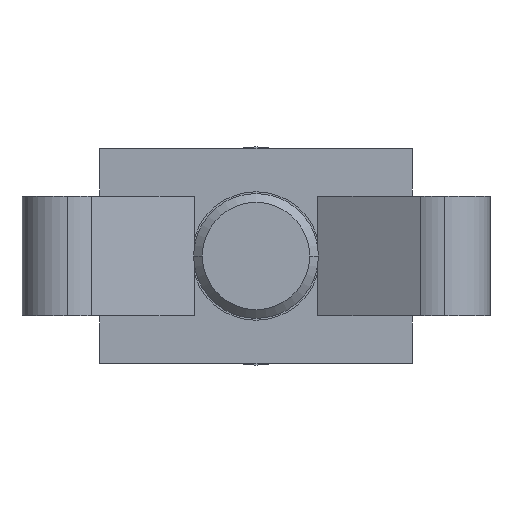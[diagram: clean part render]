
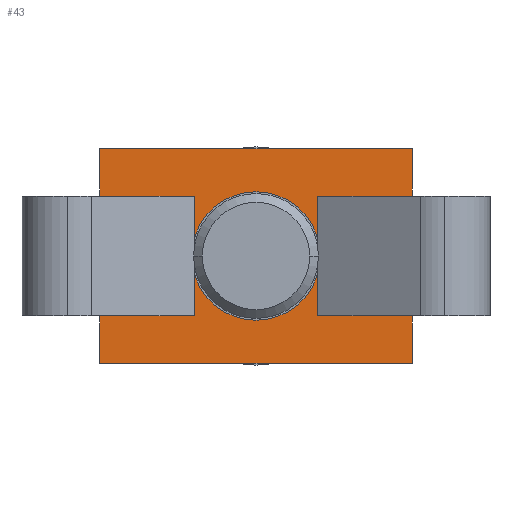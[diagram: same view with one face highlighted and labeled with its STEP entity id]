
A CAD part, front view. The second image highlights one B-rep face of the part: STEP entity #43.
In plain terms, the highlighted face is planar.
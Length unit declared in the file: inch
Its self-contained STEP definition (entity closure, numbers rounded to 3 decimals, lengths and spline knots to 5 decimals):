
#6 = CARTESIAN_POINT ( 'NONE',  ( 0.3126, -0.215, 0.06 ) ) ;
#37 = VERTEX_POINT ( 'NONE', #214 ) ;
#43 = ADVANCED_FACE ( 'NONE', ( #704, #879 ), #1548, .T. ) ;
#65 = DIRECTION ( 'NONE',  ( 1., 0., 0. ) ) ;
#96 = DIRECTION ( 'NONE',  ( 0., -1., 0. ) ) ;
#107 = CARTESIAN_POINT ( 'NONE',  ( 0.3126, 0.215, 0.06 ) ) ;
#110 = LINE ( 'NONE', #298, #1862 ) ;
#131 = VECTOR ( 'NONE', #1322, 39.37008 ) ;
#193 = LINE ( 'NONE', #1885, #1755 ) ;
#211 = VECTOR ( 'NONE', #774, 39.37008 ) ;
#214 = CARTESIAN_POINT ( 'NONE',  ( -0.3124, -0.12, 0.06 ) ) ;
#222 = VERTEX_POINT ( 'NONE', #1450 ) ;
#236 = LINE ( 'NONE', #901, #1606 ) ;
#246 = DIRECTION ( 'NONE',  ( -1., 0., 0. ) ) ;
#254 = DIRECTION ( 'NONE',  ( 0., 1., 0. ) ) ;
#265 = CARTESIAN_POINT ( 'NONE',  ( -0.3464, 0.12, 0.06 ) ) ;
#298 = CARTESIAN_POINT ( 'NONE',  ( 0.3126, 0.215, 0.06 ) ) ;
#299 = VERTEX_POINT ( 'NONE', #646 ) ;
#337 = EDGE_LOOP ( 'NONE', ( #1417, #2023 ) ) ;
#353 = ORIENTED_EDGE ( 'NONE', *, *, #1691, .F. ) ;
#363 = VERTEX_POINT ( 'NONE', #6 ) ;
#390 = CARTESIAN_POINT ( 'NONE',  ( -0.3464, -0.12, 0.06 ) ) ;
#395 = CARTESIAN_POINT ( 'NONE',  ( -0.3124, -0.215, 0.06 ) ) ;
#465 = LINE ( 'NONE', #1149, #905 ) ;
#474 = VECTOR ( 'NONE', #1907, 39.37008 ) ;
#489 = DIRECTION ( 'NONE',  ( 1., 0., 0. ) ) ;
#494 = ORIENTED_EDGE ( 'NONE', *, *, #1033, .T. ) ;
#543 = CARTESIAN_POINT ( 'NONE',  ( 0.1286, 0., 0.06 ) ) ;
#560 = VERTEX_POINT ( 'NONE', #543 ) ;
#612 = ORIENTED_EDGE ( 'NONE', *, *, #1865, .T. ) ;
#614 = LINE ( 'NONE', #1605, #131 ) ;
#615 = CARTESIAN_POINT ( 'NONE',  ( 0.3126, 0.12, 0.06 ) ) ;
#646 = CARTESIAN_POINT ( 'NONE',  ( -0.1284, 0., 0.06 ) ) ;
#680 = ORIENTED_EDGE ( 'NONE', *, *, #1077, .T. ) ;
#686 = DIRECTION ( 'NONE',  ( 1., 0., 0. ) ) ;
#688 = VECTOR ( 'NONE', #2102, 39.37008 ) ;
#704 = FACE_BOUND ( 'NONE', #337, .T. ) ;
#741 = ORIENTED_EDGE ( 'NONE', *, *, #1938, .T. ) ;
#750 = LINE ( 'NONE', #395, #1049 ) ;
#772 = EDGE_CURVE ( 'NONE', #1599, #1100, #193, .T. ) ;
#774 = DIRECTION ( 'NONE',  ( 1., 0., 0. ) ) ;
#777 = VERTEX_POINT ( 'NONE', #1028 ) ;
#778 = CARTESIAN_POINT ( 'NONE',  ( -0.3124, -0.215, 0.06 ) ) ;
#822 = DIRECTION ( 'NONE',  ( 1., 0., 0. ) ) ;
#849 = DIRECTION ( 'NONE',  ( 0., 0., 1. ) ) ;
#850 = VERTEX_POINT ( 'NONE', #1632 ) ;
#879 = FACE_OUTER_BOUND ( 'NONE', #1484, .T. ) ;
#885 = DIRECTION ( 'NONE',  ( 0., 1., 0. ) ) ;
#901 = CARTESIAN_POINT ( 'NONE',  ( 0.3126, -0.215, 0.06 ) ) ;
#905 = VECTOR ( 'NONE', #1813, 39.37008 ) ;
#909 = AXIS2_PLACEMENT_3D ( 'NONE', #1532, #1758, #1087 ) ;
#957 = EDGE_CURVE ( 'NONE', #1092, #37, #2036, .T. ) ;
#959 = CARTESIAN_POINT ( 'NONE',  ( -0.3124, 0.215, 0.06 ) ) ;
#987 = EDGE_CURVE ( 'NONE', #299, #560, #1467, .T. ) ;
#1004 = CARTESIAN_POINT ( 'NONE',  ( -0.4084, -0.12, 0.06 ) ) ;
#1028 = CARTESIAN_POINT ( 'NONE',  ( -0.3124, -0.215, 0.06 ) ) ;
#1033 = EDGE_CURVE ( 'NONE', #850, #1100, #1761, .T. ) ;
#1049 = VECTOR ( 'NONE', #246, 39.37008 ) ;
#1077 = EDGE_CURVE ( 'NONE', #1697, #850, #1896, .T. ) ;
#1087 = DIRECTION ( 'NONE',  ( 1., 0., 0. ) ) ;
#1092 = VERTEX_POINT ( 'NONE', #390 ) ;
#1100 = VERTEX_POINT ( 'NONE', #1750 ) ;
#1141 = EDGE_CURVE ( 'NONE', #363, #777, #750, .T. ) ;
#1143 = DIRECTION ( 'NONE',  ( 1., 0., 0. ) ) ;
#1149 = CARTESIAN_POINT ( 'NONE',  ( -0.3464, -0.12, 0.06 ) ) ;
#1155 = VECTOR ( 'NONE', #489, 39.37008 ) ;
#1218 = EDGE_CURVE ( 'NONE', #1269, #1092, #465, .T. ) ;
#1234 = EDGE_CURVE ( 'NONE', #777, #37, #1654, .T. ) ;
#1249 = CARTESIAN_POINT ( 'NONE',  ( -0.4084, -0.12, 0.06 ) ) ;
#1269 = VERTEX_POINT ( 'NONE', #265 ) ;
#1283 = CARTESIAN_POINT ( 'NONE',  ( 0.3126, -0.12, 0.06 ) ) ;
#1294 = CIRCLE ( 'NONE', #2024, 0.1285 ) ;
#1310 = ORIENTED_EDGE ( 'NONE', *, *, #1987, .F. ) ;
#1322 = DIRECTION ( 'NONE',  ( 1., 0., 0. ) ) ;
#1388 = LINE ( 'NONE', #1763, #474 ) ;
#1408 = CARTESIAN_POINT ( 'NONE',  ( 0.3466, 0.12, 0.06 ) ) ;
#1417 = ORIENTED_EDGE ( 'NONE', *, *, #1673, .F. ) ;
#1426 = ORIENTED_EDGE ( 'NONE', *, *, #957, .T. ) ;
#1450 = CARTESIAN_POINT ( 'NONE',  ( -0.3124, 0.12, 0.06 ) ) ;
#1467 = CIRCLE ( 'NONE', #1748, 0.1285 ) ;
#1475 = ORIENTED_EDGE ( 'NONE', *, *, #1141, .F. ) ;
#1484 = EDGE_LOOP ( 'NONE', ( #353, #1500, #1426, #1661, #1475, #741, #680, #494, #2008, #1310, #1856, #612 ) ) ;
#1494 = EDGE_CURVE ( 'NONE', #1731, #2118, #2056, .T. ) ;
#1500 = ORIENTED_EDGE ( 'NONE', *, *, #1218, .T. ) ;
#1532 = CARTESIAN_POINT ( 'NONE',  ( -0.4084, -0.12, 0.06 ) ) ;
#1548 = PLANE ( 'NONE',  #909 ) ;
#1599 = VERTEX_POINT ( 'NONE', #615 ) ;
#1603 = VECTOR ( 'NONE', #65, 39.37008 ) ;
#1605 = CARTESIAN_POINT ( 'NONE',  ( -0.4084, 0.12, 0.06 ) ) ;
#1606 = VECTOR ( 'NONE', #885, 39.37008 ) ;
#1632 = CARTESIAN_POINT ( 'NONE',  ( 0.3466, -0.12, 0.06 ) ) ;
#1654 = LINE ( 'NONE', #778, #688 ) ;
#1661 = ORIENTED_EDGE ( 'NONE', *, *, #1234, .F. ) ;
#1664 = CARTESIAN_POINT ( 'NONE',  ( 0.0001, 0., 0.06 ) ) ;
#1673 = EDGE_CURVE ( 'NONE', #560, #299, #1294, .T. ) ;
#1691 = EDGE_CURVE ( 'NONE', #1269, #222, #614, .T. ) ;
#1697 = VERTEX_POINT ( 'NONE', #1283 ) ;
#1731 = VERTEX_POINT ( 'NONE', #959 ) ;
#1748 = AXIS2_PLACEMENT_3D ( 'NONE', #1664, #849, #822 ) ;
#1750 = CARTESIAN_POINT ( 'NONE',  ( 0.3466, 0.12, 0.06 ) ) ;
#1755 = VECTOR ( 'NONE', #686, 39.37008 ) ;
#1758 = DIRECTION ( 'NONE',  ( 0., 0., 1. ) ) ;
#1761 = LINE ( 'NONE', #1408, #1998 ) ;
#1763 = CARTESIAN_POINT ( 'NONE',  ( -0.3124, 0.215, 0.06 ) ) ;
#1813 = DIRECTION ( 'NONE',  ( 0., -1., 0. ) ) ;
#1856 = ORIENTED_EDGE ( 'NONE', *, *, #1494, .F. ) ;
#1862 = VECTOR ( 'NONE', #96, 39.37008 ) ;
#1865 = EDGE_CURVE ( 'NONE', #1731, #222, #1388, .T. ) ;
#1885 = CARTESIAN_POINT ( 'NONE',  ( -0.4084, 0.12, 0.06 ) ) ;
#1896 = LINE ( 'NONE', #1249, #1603 ) ;
#1907 = DIRECTION ( 'NONE',  ( 0., -1., 0. ) ) ;
#1938 = EDGE_CURVE ( 'NONE', #363, #1697, #236, .T. ) ;
#1945 = CARTESIAN_POINT ( 'NONE',  ( 0.0001, 0., 0.06 ) ) ;
#1987 = EDGE_CURVE ( 'NONE', #2118, #1599, #110, .T. ) ;
#1998 = VECTOR ( 'NONE', #254, 39.37008 ) ;
#2008 = ORIENTED_EDGE ( 'NONE', *, *, #772, .F. ) ;
#2023 = ORIENTED_EDGE ( 'NONE', *, *, #987, .F. ) ;
#2024 = AXIS2_PLACEMENT_3D ( 'NONE', #1945, #2122, #1143 ) ;
#2036 = LINE ( 'NONE', #1004, #1155 ) ;
#2056 = LINE ( 'NONE', #107, #211 ) ;
#2102 = DIRECTION ( 'NONE',  ( 0., 1., 0. ) ) ;
#2118 = VERTEX_POINT ( 'NONE', #2130 ) ;
#2122 = DIRECTION ( 'NONE',  ( 0., 0., 1. ) ) ;
#2130 = CARTESIAN_POINT ( 'NONE',  ( 0.3126, 0.215, 0.06 ) ) ;
